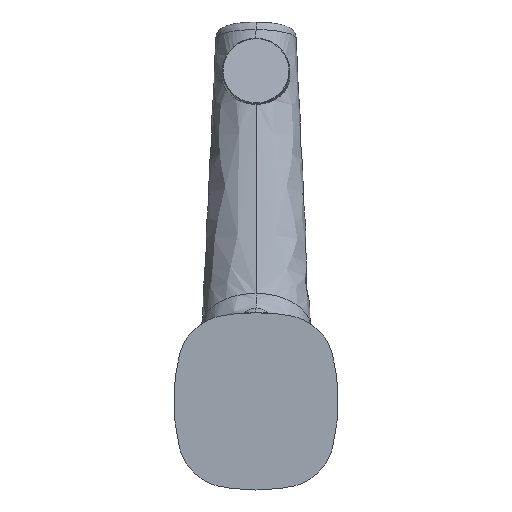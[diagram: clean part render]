
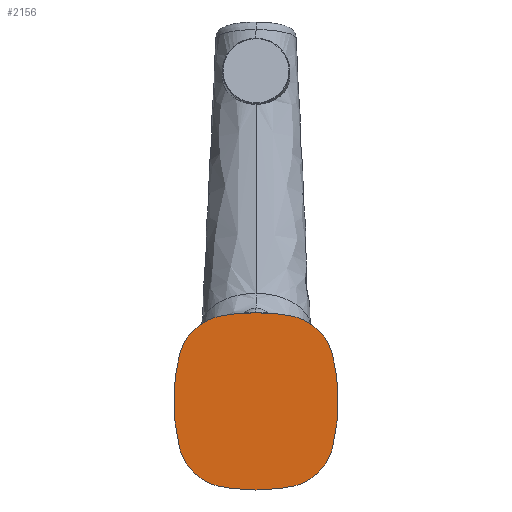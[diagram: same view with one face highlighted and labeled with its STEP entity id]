
A CAD part, front view. The second image highlights one B-rep face of the part: STEP entity #2156.
In plain terms, the highlighted planar face has unit normal (0, -1, 0).
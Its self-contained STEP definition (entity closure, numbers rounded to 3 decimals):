
#42 = CARTESIAN_POINT ( 'NONE',  ( -4.506, 3.628, -26.274 ) ) ;
#52 = CARTESIAN_POINT ( 'NONE',  ( -24.833, 3.628, 5.958 ) ) ;
#62 = CARTESIAN_POINT ( 'NONE',  ( -4.506, 3.628, 27.374 ) ) ;
#181 = CARTESIAN_POINT ( 'NONE',  ( 9.423, 3.628, 26.736 ) ) ;
#198 = VERTEX_POINT ( 'NONE', #2561 ) ;
#208 = CARTESIAN_POINT ( 'NONE',  ( 0., 3.628, 0. ) ) ;
#247 = CARTESIAN_POINT ( 'NONE',  ( -9.423, 3.628, -25.636 ) ) ;
#256 = CARTESIAN_POINT ( 'NONE',  ( -23.746, 3.628, 12.631 ) ) ;
#264 = CARTESIAN_POINT ( 'NONE',  ( 0., 3.628, 27.5 ) ) ;
#350 = CARTESIAN_POINT ( 'NONE',  ( 11.856, 3.628, 26.264 ) ) ;
#373 = EDGE_CURVE ( 'NONE', #1881, #198, #2093, .T. ) ;
#378 = CARTESIAN_POINT ( 'NONE',  ( 22.264, 3.628, 17.828 ) ) ;
#443 = CARTESIAN_POINT ( 'NONE',  ( 0., 3.628, -26.4 ) ) ;
#448 = CARTESIAN_POINT ( 'NONE',  ( -11.856, 3.628, -25.164 ) ) ;
#458 = CARTESIAN_POINT ( 'NONE',  ( -23.134, 3.628, 15.265 ) ) ;
#522 = CARTESIAN_POINT ( 'NONE',  ( 23.559, 3.628, -12.412 ) ) ;
#644 = CARTESIAN_POINT ( 'NONE',  ( -16.651, 3.628, -23.192 ) ) ;
#656 = CARTESIAN_POINT ( 'NONE',  ( -20.161, 3.628, 21.363 ) ) ;
#732 = CARTESIAN_POINT ( 'NONE',  ( 22.264, 3.628, -16.728 ) ) ;
#783 = DIRECTION ( 'NONE',  ( 0., -1., 0. ) ) ;
#842 = CARTESIAN_POINT ( 'NONE',  ( 0., 3.628, -26.4 ) ) ;
#852 = CARTESIAN_POINT ( 'NONE',  ( -22.264, 3.628, -16.728 ) ) ;
#861 = CARTESIAN_POINT ( 'NONE',  ( -13.584, 3.628, 25.74 ) ) ;
#948 = CARTESIAN_POINT ( 'NONE',  ( 13.584, 3.628, 25.74 ) ) ;
#955 = CARTESIAN_POINT ( 'NONE',  ( 13.584, 3.628, -24.64 ) ) ;
#988 = CARTESIAN_POINT ( 'NONE',  ( 1.803, 3.628, 27.5 ) ) ;
#999 = PLANE ( 'NONE',  #1565 ) ;
#1070 = CARTESIAN_POINT ( 'NONE',  ( -23.559, 3.628, -12.412 ) ) ;
#1078 = CARTESIAN_POINT ( 'NONE',  ( 20.161, 3.628, -20.263 ) ) ;
#1083 = CARTESIAN_POINT ( 'NONE',  ( -10.533, 3.628, 26.543 ) ) ;
#1152 = CARTESIAN_POINT ( 'NONE',  ( 23.134, 3.628, -14.165 ) ) ;
#1290 = CARTESIAN_POINT ( 'NONE',  ( -25.166, 3.628, -1.252 ) ) ;
#1298 = CARTESIAN_POINT ( 'NONE',  ( -7.64, 3.628, 27.006 ) ) ;
#1349 = EDGE_LOOP ( 'NONE', ( #1535, #2230 ) ) ;
#1388 = CARTESIAN_POINT ( 'NONE',  ( 20.161, 3.628, 21.363 ) ) ;
#1394 = CARTESIAN_POINT ( 'NONE',  ( 25.166, 3.628, -1.252 ) ) ;
#1407 = CARTESIAN_POINT ( 'NONE',  ( 11.856, 3.628, -25.164 ) ) ;
#1481 = CARTESIAN_POINT ( 'NONE',  ( -7.64, 3.628, -25.906 ) ) ;
#1492 = CARTESIAN_POINT ( 'NONE',  ( -24.275, 3.628, 9.979 ) ) ;
#1501 = CARTESIAN_POINT ( 'NONE',  ( -1.803, 3.628, 27.5 ) ) ;
#1535 = ORIENTED_EDGE ( 'NONE', *, *, #2468, .F. ) ;
#1565 = AXIS2_PLACEMENT_3D ( 'NONE', #208, #783, #2246 ) ;
#1612 = CARTESIAN_POINT ( 'NONE',  ( 23.134, 3.628, 15.265 ) ) ;
#1624 = CARTESIAN_POINT ( 'NONE',  ( 7.64, 3.628, -25.906 ) ) ;
#1687 = CARTESIAN_POINT ( 'NONE',  ( 0., 3.628, 27.5 ) ) ;
#1689 = CARTESIAN_POINT ( 'NONE',  ( -10.533, 3.628, -25.443 ) ) ;
#1699 = CARTESIAN_POINT ( 'NONE',  ( -23.453, 3.628, 13.951 ) ) ;
#1770 = CARTESIAN_POINT ( 'NONE',  ( 24.275, 3.628, 9.979 ) ) ;
#1783 = CARTESIAN_POINT ( 'NONE',  ( 16.651, 3.628, -23.192 ) ) ;
#1881 = VERTEX_POINT ( 'NONE', #1976 ) ;
#1897 = FACE_OUTER_BOUND ( 'NONE', #1349, .T. ) ;
#1904 = CARTESIAN_POINT ( 'NONE',  ( -13.584, 3.628, -24.64 ) ) ;
#1914 = CARTESIAN_POINT ( 'NONE',  ( -22.264, 3.628, 17.828 ) ) ;
#1976 = CARTESIAN_POINT ( 'NONE',  ( 0., 3.628, -26.4 ) ) ;
#1983 = CARTESIAN_POINT ( 'NONE',  ( 16.651, 3.628, 24.292 ) ) ;
#1992 = CARTESIAN_POINT ( 'NONE',  ( 10.533, 3.628, 26.543 ) ) ;
#2093 = B_SPLINE_CURVE_WITH_KNOTS ( 'NONE', 3,
 ( #443, #2223, #2430, #1624, #2630, #2612, #1407, #955, #1783, #1078, #732, #1152, #522, #2598, #1394, #2555, #1770, #2519, #2183, #1612, #378, #1388, #1983, #948, #350, #1992, #181, #2645, #2437, #988, #1687 ),
 .UNSPECIFIED., .F., .F.,
 ( 4, 1, 1, 1, 1, 1, 1, 1, 1, 1, 1, 1, 1, 1, 1, 1, 1, 1, 1, 1, 1, 1, 1, 1, 1, 1, 1, 1, 4 ),
 ( 0., 0.005, 0.008, 0.009, 0.011, 0.011, 0.014, 0.016, 0.022, 0.027, 0.028, 0.03, 0.032, 0.043, 0.049, 0.054, 0.055, 0.057, 0.058, 0.059, 0.065, 0.07, 0.073, 0.075, 0.076, 0.077, 0.078, 0.081, 0.087 ),
 .UNSPECIFIED. ) ;
#2099 = CARTESIAN_POINT ( 'NONE',  ( -20.161, 3.628, -20.263 ) ) ;
#2107 = CARTESIAN_POINT ( 'NONE',  ( -16.651, 3.628, 24.292 ) ) ;
#2156 = ADVANCED_FACE ( 'NONE', ( #1897 ), #999, .T. ) ;
#2183 = CARTESIAN_POINT ( 'NONE',  ( 23.453, 3.628, 13.951 ) ) ;
#2223 = CARTESIAN_POINT ( 'NONE',  ( 1.803, 3.628, -26.4 ) ) ;
#2230 = ORIENTED_EDGE ( 'NONE', *, *, #373, .T. ) ;
#2246 = DIRECTION ( 'NONE',  ( -1., 0., 0. ) ) ;
#2257 = B_SPLINE_CURVE_WITH_KNOTS ( 'NONE', 3,
 ( #842, #2507, #42, #1481, #247, #1689, #448, #1904, #644, #2099, #852, #2316, #1070, #2515, #1290, #52, #1492, #256, #1699, #458, #1914, #656, #2107, #861, #2327, #1083, #2524, #1298, #62, #1501, #264 ),
 .UNSPECIFIED., .F., .F.,
 ( 4, 1, 1, 1, 1, 1, 1, 1, 1, 1, 1, 1, 1, 1, 1, 1, 1, 1, 1, 1, 1, 1, 1, 1, 1, 1, 1, 1, 4 ),
 ( 0., 0.005, 0.008, 0.009, 0.011, 0.011, 0.014, 0.016, 0.022, 0.027, 0.028, 0.03, 0.032, 0.043, 0.049, 0.054, 0.055, 0.057, 0.058, 0.059, 0.065, 0.07, 0.073, 0.075, 0.076, 0.077, 0.078, 0.081, 0.087 ),
 .UNSPECIFIED. ) ;
#2316 = CARTESIAN_POINT ( 'NONE',  ( -23.134, 3.628, -14.165 ) ) ;
#2327 = CARTESIAN_POINT ( 'NONE',  ( -11.856, 3.628, 26.264 ) ) ;
#2430 = CARTESIAN_POINT ( 'NONE',  ( 4.506, 3.628, -26.274 ) ) ;
#2437 = CARTESIAN_POINT ( 'NONE',  ( 4.506, 3.628, 27.374 ) ) ;
#2468 = EDGE_CURVE ( 'NONE', #1881, #198, #2257, .T. ) ;
#2507 = CARTESIAN_POINT ( 'NONE',  ( -1.803, 3.628, -26.4 ) ) ;
#2515 = CARTESIAN_POINT ( 'NONE',  ( -24.587, 3.628, -7.563 ) ) ;
#2519 = CARTESIAN_POINT ( 'NONE',  ( 23.746, 3.628, 12.631 ) ) ;
#2524 = CARTESIAN_POINT ( 'NONE',  ( -9.423, 3.628, 26.736 ) ) ;
#2555 = CARTESIAN_POINT ( 'NONE',  ( 24.833, 3.628, 5.958 ) ) ;
#2561 = CARTESIAN_POINT ( 'NONE',  ( 0., 3.628, 27.5 ) ) ;
#2598 = CARTESIAN_POINT ( 'NONE',  ( 24.587, 3.628, -7.563 ) ) ;
#2612 = CARTESIAN_POINT ( 'NONE',  ( 10.533, 3.628, -25.443 ) ) ;
#2630 = CARTESIAN_POINT ( 'NONE',  ( 9.423, 3.628, -25.636 ) ) ;
#2645 = CARTESIAN_POINT ( 'NONE',  ( 7.64, 3.628, 27.006 ) ) ;
